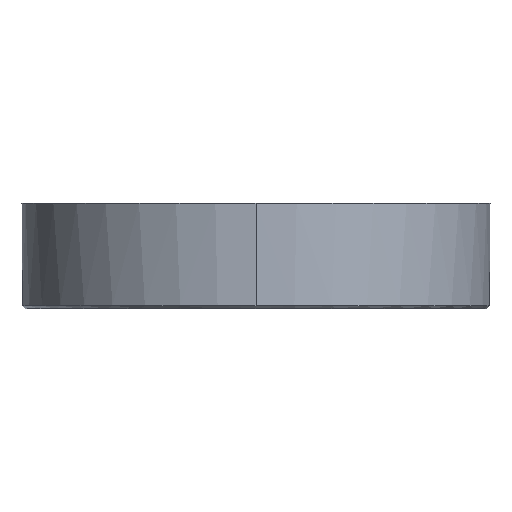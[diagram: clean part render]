
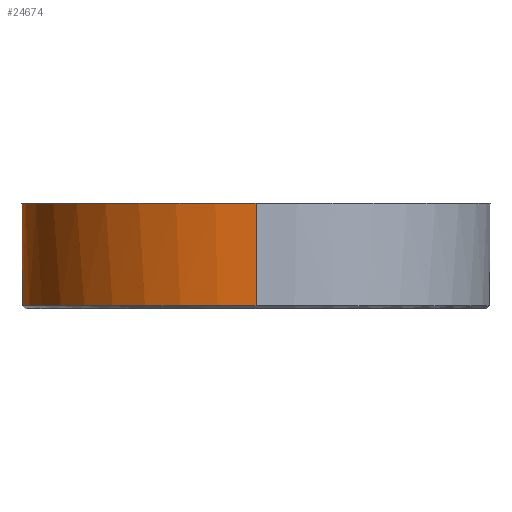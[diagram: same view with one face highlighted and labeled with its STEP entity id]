
A CAD part, left-side view. The second image highlights one B-rep face of the part: STEP entity #24674.
In plain terms, the highlighted cylindrical face has radius 37.5 mm (diameter 75 mm), a partial arc.
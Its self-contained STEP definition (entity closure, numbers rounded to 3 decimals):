
#1168 = CARTESIAN_POINT ( 'NONE',  ( 37.159, 5.049, 3.582 ) ) ;
#1919 = DIRECTION ( 'NONE',  ( 1., 0., 0. ) ) ;
#1991 = VERTEX_POINT ( 'NONE', #85697 ) ;
#3624 = CARTESIAN_POINT ( 'NONE',  ( 35.4, 12.372, 1. ) ) ;
#9345 = VERTEX_POINT ( 'NONE', #41364 ) ;
#10618 = CARTESIAN_POINT ( 'NONE',  ( 37.391, 2.873, 6.157 ) ) ;
#11363 = CARTESIAN_POINT ( 'NONE',  ( 0., 0., 1. ) ) ;
#11444 = CARTESIAN_POINT ( 'NONE',  ( 37.082, 5.582, 1.378 ) ) ;
#12437 = ORIENTED_EDGE ( 'NONE', *, *, #64317, .T. ) ;
#13364 = LINE ( 'NONE', #97559, #73580 ) ;
#14028 = AXIS2_PLACEMENT_3D ( 'NONE', #77390, #103575, #47339 ) ;
#15086 = DIRECTION ( 'NONE',  ( 0., 0., 1. ) ) ;
#15405 = ORIENTED_EDGE ( 'NONE', *, *, #57185, .F. ) ;
#16966 = CIRCLE ( 'NONE', #14028, 37.5 ) ;
#19001 = EDGE_CURVE ( 'NONE', #21318, #1991, #114577, .T. ) ;
#20267 = EDGE_CURVE ( 'NONE', #9345, #51977, #104718, .T. ) ;
#20493 = CARTESIAN_POINT ( 'NONE',  ( 37.5, 0., 7. ) ) ;
#20499 = VECTOR ( 'NONE', #72288, 1000. ) ;
#20883 = CARTESIAN_POINT ( 'NONE',  ( 37.455, 1.864, 6.669 ) ) ;
#21022 = ORIENTED_EDGE ( 'NONE', *, *, #89669, .T. ) ;
#21318 = VERTEX_POINT ( 'NONE', #117075 ) ;
#22272 = EDGE_CURVE ( 'NONE', #38056, #21318, #83671, .T. ) ;
#24674 = ADVANCED_FACE ( 'NONE', ( #31418 ), #78499, .T. ) ;
#29083 = CARTESIAN_POINT ( 'NONE',  ( 37.231, 4.492, 4.579 ) ) ;
#30698 = CARTESIAN_POINT ( 'NONE',  ( 37.082, 5.582, 1. ) ) ;
#31418 = FACE_OUTER_BOUND ( 'NONE', #61319, .T. ) ;
#32435 = DIRECTION ( 'NONE',  ( 0., 0., -1. ) ) ;
#32948 = ORIENTED_EDGE ( 'NONE', *, *, #49091, .F. ) ;
#33690 = CARTESIAN_POINT ( 'NONE',  ( 37.5, 0., -7. ) ) ;
#34357 = CARTESIAN_POINT ( 'NONE',  ( 0., 0., -6.5 ) ) ;
#37977 = CARTESIAN_POINT ( 'NONE',  ( -37.5, 0., 9.9 ) ) ;
#38056 = VERTEX_POINT ( 'NONE', #3624 ) ;
#38556 = CARTESIAN_POINT ( 'NONE',  ( 37.494, 0.757, 6.958 ) ) ;
#38971 = CARTESIAN_POINT ( 'NONE',  ( 37.257, 4.268, 4.883 ) ) ;
#39373 = CARTESIAN_POINT ( 'NONE',  ( 37.415, 2.549, 6.351 ) ) ;
#39693 = DIRECTION ( 'NONE',  ( 0., 0., -1. ) ) ;
#41364 = CARTESIAN_POINT ( 'NONE',  ( 35.4, 12.372, -6.5 ) ) ;
#44706 = CARTESIAN_POINT ( 'NONE',  ( 0., 0., -7. ) ) ;
#45489 = LINE ( 'NONE', #33690, #20499 ) ;
#45494 = DIRECTION ( 'NONE',  ( 0., 0., 1. ) ) ;
#47339 = DIRECTION ( 'NONE',  ( 1., 0., 0. ) ) ;
#49091 = EDGE_CURVE ( 'NONE', #1991, #63025, #45489, .T. ) ;
#49216 = CARTESIAN_POINT ( 'NONE',  ( 37.107, 5.414, 2.508 ) ) ;
#51977 = VERTEX_POINT ( 'NONE', #87531 ) ;
#53451 = AXIS2_PLACEMENT_3D ( 'NONE', #34357, #15086, #72548 ) ;
#55197 = VECTOR ( 'NONE', #32435, 1000. ) ;
#57185 = EDGE_CURVE ( 'NONE', #63025, #66454, #16966, .T. ) ;
#58658 = CARTESIAN_POINT ( 'NONE',  ( 37.087, 5.549, 1.755 ) ) ;
#61319 = EDGE_LOOP ( 'NONE', ( #117811, #12437, #15405, #32948, #76731, #90352, #21022 ) ) ;
#63025 = VERTEX_POINT ( 'NONE', #101294 ) ;
#64317 = EDGE_CURVE ( 'NONE', #51977, #66454, #13364, .T. ) ;
#66454 = VERTEX_POINT ( 'NONE', #37977 ) ;
#67679 = CARTESIAN_POINT ( 'NONE',  ( 37.339, 3.478, 5.693 ) ) ;
#67808 = AXIS2_PLACEMENT_3D ( 'NONE', #11363, #39693, #1919 ) ;
#72288 = DIRECTION ( 'NONE',  ( 0., 0., 1. ) ) ;
#72548 = DIRECTION ( 'NONE',  ( 1., 0., 0. ) ) ;
#73580 = VECTOR ( 'NONE', #107009, 1000. ) ;
#74209 = DIRECTION ( 'NONE',  ( 1., 0., 0. ) ) ;
#75650 = LINE ( 'NONE', #88673, #55197 ) ;
#75916 = CARTESIAN_POINT ( 'NONE',  ( 37.298, 3.89, 5.303 ) ) ;
#76731 = ORIENTED_EDGE ( 'NONE', *, *, #19001, .F. ) ;
#77181 = CARTESIAN_POINT ( 'NONE',  ( 37.122, 5.313, 2.875 ) ) ;
#77390 = CARTESIAN_POINT ( 'NONE',  ( 0., 0., 9.9 ) ) ;
#77579 = CARTESIAN_POINT ( 'NONE',  ( 37.181, 4.886, 3.924 ) ) ;
#78270 = AXIS2_PLACEMENT_3D ( 'NONE', #44706, #45494, #74209 ) ;
#78499 = CYLINDRICAL_SURFACE ( 'NONE', #78270, 37.5 ) ;
#83671 = CIRCLE ( 'NONE', #67808, 37.5 ) ;
#85697 = CARTESIAN_POINT ( 'NONE',  ( 37.5, 0., 7. ) ) ;
#87531 = CARTESIAN_POINT ( 'NONE',  ( -37.5, 0., -6.5 ) ) ;
#88673 = CARTESIAN_POINT ( 'NONE',  ( 35.4, 12.372, -7. ) ) ;
#89669 = EDGE_CURVE ( 'NONE', #38056, #9345, #75650, .T. ) ;
#90352 = ORIENTED_EDGE ( 'NONE', *, *, #22272, .F. ) ;
#95170 = CARTESIAN_POINT ( 'NONE',  ( 37.312, 3.758, 5.437 ) ) ;
#97559 = CARTESIAN_POINT ( 'NONE',  ( -37.5, 0., -7. ) ) ;
#101294 = CARTESIAN_POINT ( 'NONE',  ( 37.5, 0., 9.9 ) ) ;
#103575 = DIRECTION ( 'NONE',  ( 0., 0., 1. ) ) ;
#104232 = CARTESIAN_POINT ( 'NONE',  ( 37.5, 0.382, 7. ) ) ;
#104718 = CIRCLE ( 'NONE', #53451, 37.5 ) ;
#107009 = DIRECTION ( 'NONE',  ( 0., 0., 1. ) ) ;
#113673 = CARTESIAN_POINT ( 'NONE',  ( 37.352, 3.33, 5.816 ) ) ;
#114577 = B_SPLINE_CURVE_WITH_KNOTS ( 'NONE', 3,
 ( #30698, #11444, #58658, #49216, #77181, #1168, #77579, #29083, #38971, #75916, #95170, #67679, #113673, #10618, #39373, #20883, #115313, #38556, #104232, #20493 ),
 .UNSPECIFIED., .F., .F.,
 ( 4, 2, 2, 2, 2, 2, 2, 2, 2, 4 ),
 ( 0.014, 0.015, 0.016, 0.017, 0.018, 0.019, 0.019, 0.021, 0.022, 0.023 ),
 .UNSPECIFIED. ) ;
#115313 = CARTESIAN_POINT ( 'NONE',  ( 37.472, 1.498, 6.794 ) ) ;
#117075 = CARTESIAN_POINT ( 'NONE',  ( 37.082, 5.582, 1. ) ) ;
#117811 = ORIENTED_EDGE ( 'NONE', *, *, #20267, .T. ) ;
